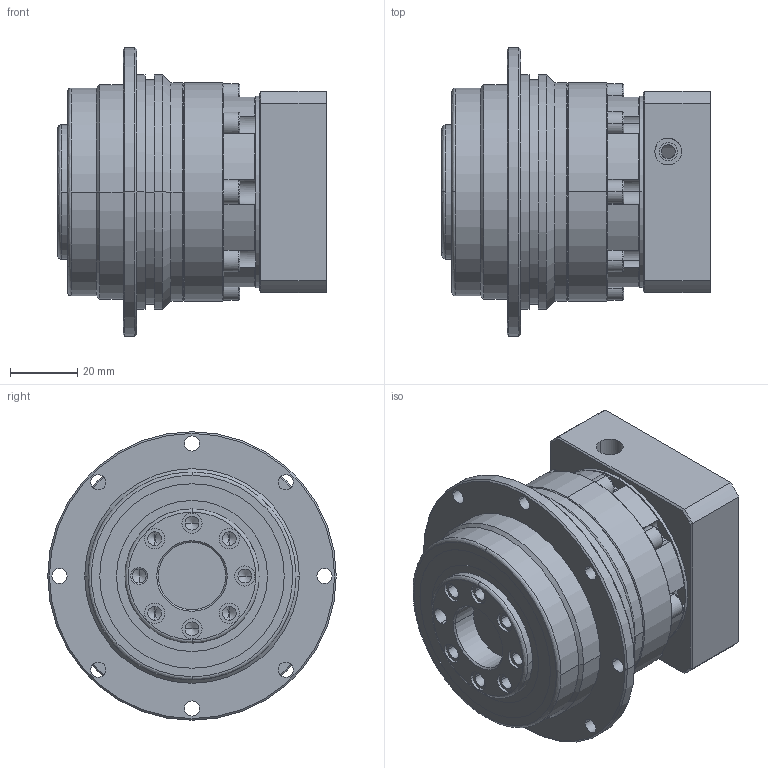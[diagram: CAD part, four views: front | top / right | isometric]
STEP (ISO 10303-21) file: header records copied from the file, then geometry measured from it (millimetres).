
FILE_DESCRIPTION (( 'STEP AP214' ), '1' );
FILE_NAME ('SD064-L1-8-30-46M4.STEP', '2022-02-19T07:38:44', ( 'admin' ), ( '' ), 'SwSTEP 2.0', 'SolidWorks 2013', '' );
FILE_SCHEMA (( 'AUTOMOTIVE_DESIGN' ));
Length unit declared in the file: millimetre
Products named in the file (5): 60_X2_8F9351656CD55170_X0_-30-46M4; 14_X2_8F6C_X0_8; PB060_X2_58F34F537AEF_X0_-14; SD064; SD064-L1-8-30-46M4
Assembly tree (4 placements, depth 2):
  SD064-L1-8-30-46M4
    SD064
    PB060_X2_58F34F537AEF_X0_-14
    14_X2_8F6C_X0_8
    60_X2_8F9351656CD55170_X0_-30-46M4
Bounding box: 80 x 86 x 86 mm (x, y, z)
Volume: 239071.7 mm3; surface area: 61788.3 mm2
Topology: 5 solids, 5 shells, 673 faces, 1614 edges, 977 vertices
Faces by surface type: cylinder 256, plane 239, cone 134, bspline 44
Entity records: 27945 total; most frequent: CARTESIAN_POINT 4901, DIRECTION 3345, ORIENTED_EDGE 3092, EDGE_CURVE 1546, AXIS2_PLACEMENT_3D 1279, VERTEX_POINT 977, EDGE_LOOP 801, VECTOR 787
